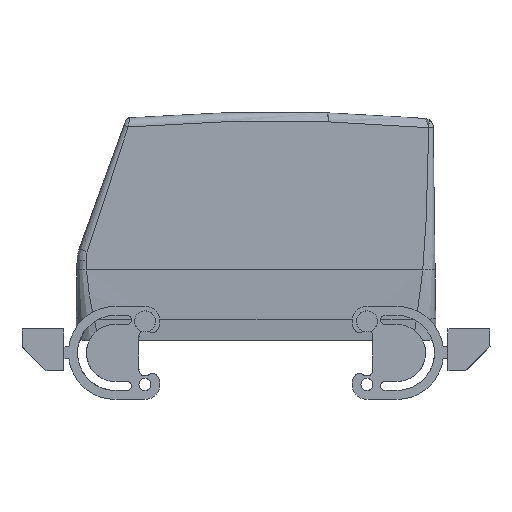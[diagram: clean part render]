
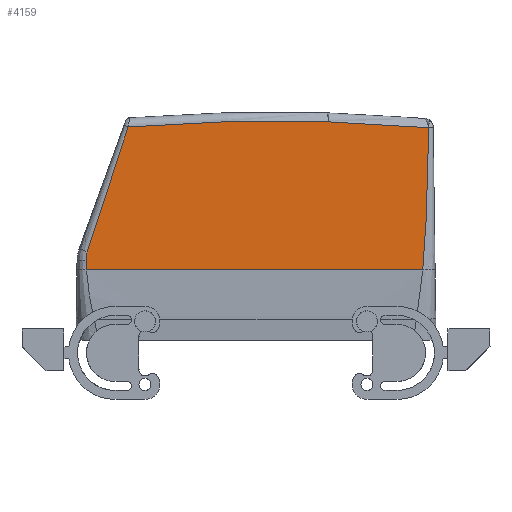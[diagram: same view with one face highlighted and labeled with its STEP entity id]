
A CAD part, left-side view. The second image highlights one B-rep face of the part: STEP entity #4159.
In plain terms, the highlighted planar face has unit normal (-1, 0, 0).
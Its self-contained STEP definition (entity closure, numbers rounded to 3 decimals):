
#4109=AXIS2_PLACEMENT_3D('Plane Axis2P3D',#4106,#4107,#4108) ;
#4113=AXIS2_PLACEMENT_3D('Circle Axis2P3D',#4111,#4112,$) ;
#2318=CARTESIAN_POINT('Vertex',(5.75,22.416,43.138)) ;
#2357=CARTESIAN_POINT('Line Origine',(5.75,77.368,43.138)) ;
#2361=CARTESIAN_POINT('Vertex',(5.75,134.502,43.138)) ;
#2861=CARTESIAN_POINT('Control Point',(5.75,134.653,46.261)) ;
#2862=CARTESIAN_POINT('Control Point',(5.75,134.628,45.637)) ;
#2863=CARTESIAN_POINT('Control Point',(5.75,134.602,45.012)) ;
#2864=CARTESIAN_POINT('Control Point',(5.75,134.573,44.388)) ;
#2865=CARTESIAN_POINT('Control Point',(5.75,134.54,43.764)) ;
#2866=CARTESIAN_POINT('Control Point',(5.75,134.502,43.138)) ;
#2867=CARTESIAN_POINT('Vertex',(5.75,134.653,46.261)) ;
#3681=CARTESIAN_POINT('Vertex',(5.75,20.422,90.568)) ;
#3971=CARTESIAN_POINT('Control Point',(5.75,20.422,90.568)) ;
#3972=CARTESIAN_POINT('Control Point',(5.75,20.424,90.45)) ;
#3973=CARTESIAN_POINT('Control Point',(5.75,20.426,90.325)) ;
#3974=CARTESIAN_POINT('Control Point',(5.75,20.43,90.067)) ;
#3975=CARTESIAN_POINT('Control Point',(5.75,20.435,89.8)) ;
#3976=CARTESIAN_POINT('Control Point',(5.75,20.439,89.532)) ;
#3977=CARTESIAN_POINT('Control Point',(5.75,20.442,89.383)) ;
#3978=CARTESIAN_POINT('Control Point',(5.75,20.449,88.935)) ;
#3979=CARTESIAN_POINT('Control Point',(5.75,20.457,88.488)) ;
#3980=CARTESIAN_POINT('Control Point',(5.75,20.462,88.189)) ;
#3981=CARTESIAN_POINT('Control Point',(5.75,20.477,87.294)) ;
#3982=CARTESIAN_POINT('Control Point',(5.75,20.494,86.399)) ;
#3983=CARTESIAN_POINT('Control Point',(5.75,20.505,85.802)) ;
#3984=CARTESIAN_POINT('Control Point',(5.75,20.539,84.012)) ;
#3985=CARTESIAN_POINT('Control Point',(5.75,20.577,82.223)) ;
#3986=CARTESIAN_POINT('Control Point',(5.75,20.603,81.03)) ;
#3987=CARTESIAN_POINT('Control Point',(5.75,20.683,77.653)) ;
#3988=CARTESIAN_POINT('Control Point',(5.75,20.774,74.277)) ;
#3989=CARTESIAN_POINT('Control Point',(5.75,20.838,72.094)) ;
#3990=CARTESIAN_POINT('Control Point',(5.75,20.974,67.729)) ;
#3991=CARTESIAN_POINT('Control Point',(5.75,21.131,63.365)) ;
#3992=CARTESIAN_POINT('Control Point',(5.75,21.215,61.183)) ;
#3993=CARTESIAN_POINT('Control Point',(5.75,21.35,58.004)) ;
#3994=CARTESIAN_POINT('Control Point',(5.75,21.512,54.825)) ;
#3995=CARTESIAN_POINT('Control Point',(5.75,21.566,53.846)) ;
#3996=CARTESIAN_POINT('Control Point',(5.75,21.727,51.105)) ;
#3997=CARTESIAN_POINT('Control Point',(5.75,21.927,48.364)) ;
#3998=CARTESIAN_POINT('Control Point',(5.75,22.072,46.622)) ;
#3999=CARTESIAN_POINT('Control Point',(5.75,22.236,44.88)) ;
#4000=CARTESIAN_POINT('Control Point',(5.75,22.416,43.138)) ;
#4106=CARTESIAN_POINT('Axis2P3D Location',(5.75,-83.926,-33.63)) ;
#4111=CARTESIAN_POINT('Axis2P3D Location',(5.75,72.,-504.2)) ;
#4115=CARTESIAN_POINT('Vertex',(5.75,120.578,90.82)) ;
#4119=CARTESIAN_POINT('Control Point',(5.75,120.578,90.82)) ;
#4120=CARTESIAN_POINT('Control Point',(5.75,120.614,90.717)) ;
#4121=CARTESIAN_POINT('Control Point',(5.75,120.65,90.614)) ;
#4122=CARTESIAN_POINT('Control Point',(5.75,120.685,90.511)) ;
#4123=CARTESIAN_POINT('Control Point',(5.75,120.757,90.304)) ;
#4124=CARTESIAN_POINT('Control Point',(5.75,120.829,90.097)) ;
#4125=CARTESIAN_POINT('Control Point',(5.75,120.865,89.993)) ;
#4126=CARTESIAN_POINT('Control Point',(5.75,121.402,88.442)) ;
#4127=CARTESIAN_POINT('Control Point',(5.75,121.938,86.889)) ;
#4128=CARTESIAN_POINT('Control Point',(5.75,122.436,85.439)) ;
#4129=CARTESIAN_POINT('Control Point',(5.75,123.501,82.326)) ;
#4130=CARTESIAN_POINT('Control Point',(5.75,124.557,79.207)) ;
#4131=CARTESIAN_POINT('Control Point',(5.75,125.11,77.564)) ;
#4132=CARTESIAN_POINT('Control Point',(5.75,127.179,71.382)) ;
#4133=CARTESIAN_POINT('Control Point',(5.75,129.207,65.203)) ;
#4134=CARTESIAN_POINT('Control Point',(5.75,130.671,60.694)) ;
#4135=CARTESIAN_POINT('Control Point',(5.75,132.285,55.696)) ;
#4136=CARTESIAN_POINT('Control Point',(5.75,133.861,50.691)) ;
#4137=CARTESIAN_POINT('Control Point',(5.75,134.007,50.224)) ;
#4138=CARTESIAN_POINT('Control Point',(5.75,134.153,49.757)) ;
#4139=CARTESIAN_POINT('Control Point',(5.75,134.299,49.289)) ;
#4140=CARTESIAN_POINT('Vertex',(5.75,134.299,49.289)) ;
#4144=CARTESIAN_POINT('Control Point',(5.75,134.299,49.289)) ;
#4145=CARTESIAN_POINT('Control Point',(5.75,134.474,48.7)) ;
#4146=CARTESIAN_POINT('Control Point',(5.75,134.599,48.095)) ;
#4147=CARTESIAN_POINT('Control Point',(5.75,134.671,47.483)) ;
#4148=CARTESIAN_POINT('Control Point',(5.75,134.689,46.869)) ;
#4149=CARTESIAN_POINT('Control Point',(5.75,134.653,46.261)) ;
#2358=DIRECTION('Vector Direction',(0.,-1.,0.)) ;
#4107=DIRECTION('Axis2P3D Direction',(-1.,0.,0.)) ;
#4108=DIRECTION('Axis2P3D XDirection',(0.,-0.317,0.949)) ;
#4112=DIRECTION('Axis2P3D Direction',(-1.,0.,0.)) ;
#2359=VECTOR('Line Direction',#2358,1.) ;
#4152=ORIENTED_EDGE('',*,*,#4117,.T.) ;
#4153=ORIENTED_EDGE('',*,*,#4142,.F.) ;
#4154=ORIENTED_EDGE('',*,*,#4150,.F.) ;
#4155=ORIENTED_EDGE('',*,*,#2869,.F.) ;
#4156=ORIENTED_EDGE('',*,*,#2363,.T.) ;
#4157=ORIENTED_EDGE('',*,*,#4001,.T.) ;
#4159=ADVANCED_FACE('Hood',(#4158),#4110,.T.) ;
#2860=B_SPLINE_CURVE_WITH_KNOTS('',5,(#2861,#2862,#2863,#2864,#2865,#2866),.UNSPECIFIED.,.F.,.U.,(6,6),(86.846,89.97),.UNSPECIFIED.) ;
#3970=B_SPLINE_CURVE_WITH_KNOTS('',5,(#3971,#3972,#3973,#3974,#3975,#3976,#3977,#3978,#3979,#3980,#3981,#3982,#3983,#3984,#3985,#3986,#3987,#3988,#3989,#3990,#3991,#3992,#3993,#3994,#3995,#3996,#3997,#3998,#3999,#4000),.UNSPECIFIED.,.F.,.U.,(6,3,3,3,3,3,3,3,3,6),(7.76,8.352,9.098,10.592,13.579,19.553,30.498,41.443,46.451,55.207),.UNSPECIFIED.) ;
#4118=B_SPLINE_CURVE_WITH_KNOTS('',5,(#4119,#4120,#4121,#4122,#4123,#4124,#4125,#4126,#4127,#4128,#4129,#4130,#4131,#4132,#4133,#4134,#4135,#4136,#4137,#4138,#4139),.UNSPECIFIED.,.F.,.U.,(6,3,3,3,3,3,6),(0.,0.774,1.548,12.38,24.795,58.432,61.892),.UNSPECIFIED.) ;
#4143=B_SPLINE_CURVE_WITH_KNOTS('',5,(#4144,#4145,#4146,#4147,#4148,#4149),.UNSPECIFIED.,.F.,.U.,(6,6),(0.,4.339),.UNSPECIFIED.) ;
#4114=CIRCLE('generated circle',#4113,597.) ;
#2363=EDGE_CURVE('',#2362,#2319,#2360,.T.) ;
#2869=EDGE_CURVE('',#2362,#2868,#2860,.F.) ;
#4001=EDGE_CURVE('',#2319,#3682,#3970,.F.) ;
#4117=EDGE_CURVE('',#3682,#4116,#4114,.T.) ;
#4142=EDGE_CURVE('',#4141,#4116,#4118,.F.) ;
#4150=EDGE_CURVE('',#2868,#4141,#4143,.F.) ;
#4151=EDGE_LOOP('',(#4152,#4153,#4154,#4155,#4156,#4157)) ;
#4158=FACE_OUTER_BOUND('',#4151,.T.) ;
#2360=LINE('Line',#2357,#2359) ;
#4110=PLANE('',#4109) ;
#2319=VERTEX_POINT('',#2318) ;
#2362=VERTEX_POINT('',#2361) ;
#2868=VERTEX_POINT('',#2867) ;
#3682=VERTEX_POINT('',#3681) ;
#4116=VERTEX_POINT('',#4115) ;
#4141=VERTEX_POINT('',#4140) ;
